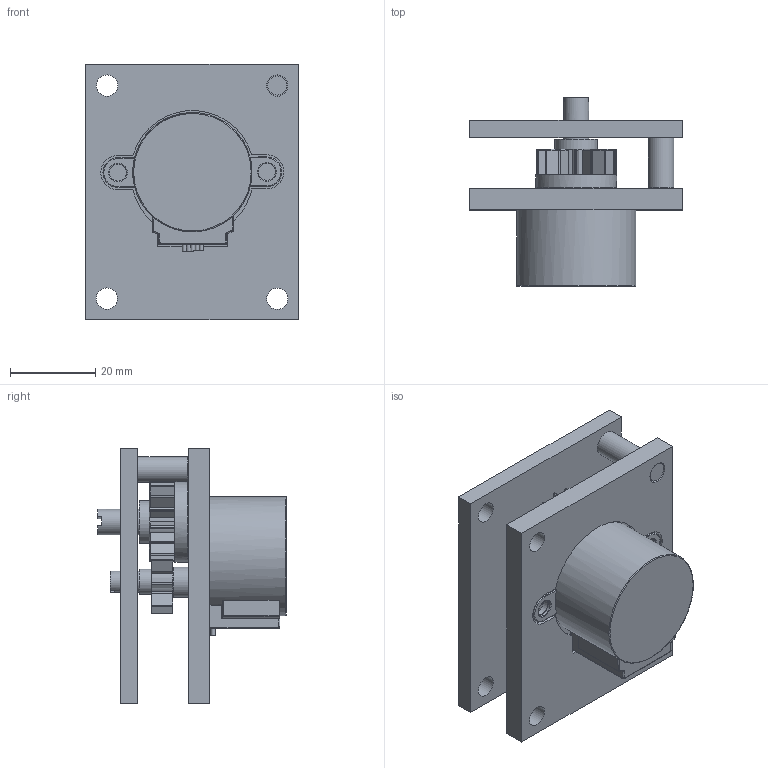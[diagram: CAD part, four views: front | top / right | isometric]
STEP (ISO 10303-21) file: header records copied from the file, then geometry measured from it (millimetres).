
FILE_DESCRIPTION(/* description */ ('Unknown'),/* implementation_level */ '2;1');
FILE_NAME(/* name */ 'Platemount',/* time_stamp */ '2024-04-06T15:21:31+02:00',/* author */ ('Unknown'),/* organization */ ('Unknown'),/* preprocessor_version */ 'ST-DEVELOPER v16.7',/* originating_system */ 'Solid Edge',/* authorisation */ 'Unknown');
FILE_SCHEMA (('AUTOMOTIVE_DESIGN {1 0 10303 214 3 1 1}'));
Length unit declared in the file: millimetre
Products named in the file (8): Platemount; 50x50Plate; Stepper_28BYJ-48; PINS; Shaft; Gear1; DRIVE; Right Side
Assembly tree (7 placements, depth 2):
  Platemount
    50x50Plate
    Stepper_28BYJ-48
    PINS
    Shaft
    Gear1
    DRIVE
    Right Side
Bounding box: 50.04 x 44.33 x 60.04 mm (x, y, z)
Volume: 40840.1 mm3; surface area: 22374.7 mm2
Topology: 14 solids, 14 shells, 480 faces, 1203 edges, 735 vertices
Faces by surface type: plane 197, cylinder 171, bspline 43, sphere 35, torus 34
Full cylindrical faces by diameter (mm): 1 x5, 4 x2, 4.4 x2, 4.515 x2, 5 x10, 5.95 x1, 6 x3, 7 x2, 8.015 x1, 9 x1, 10 x2, 19 x1, 28 x1
Entity records: 16739 total; most frequent: CARTESIAN_POINT 5152, DIRECTION 2279, ORIENTED_EDGE 2224, EDGE_CURVE 1112, AXIS2_PLACEMENT_3D 864, VERTEX_POINT 715, EDGE_LOOP 567, FACE_BOUND 567
